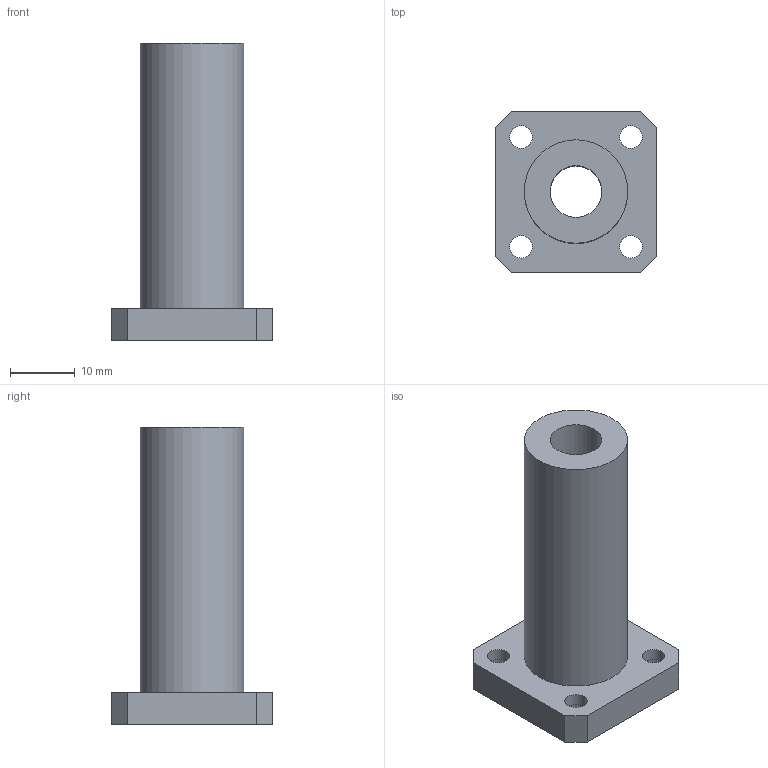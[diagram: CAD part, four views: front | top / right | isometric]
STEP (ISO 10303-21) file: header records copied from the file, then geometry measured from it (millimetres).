
FILE_DESCRIPTION(/* description */ ('Quadratflansch mit Stahlkäfig'),/* implementation_level */ '2;1');
FILE_NAME(/* name */ '101559-0.step',/* time_stamp */ '2021-09-03T10:06:37+02:00',/* author */ ('Praktikum'),/* organization */ (''),/* preprocessor_version */ 'ST-DEVELOPER v18.1',/* originating_system */ 'Autodesk Inventor 2021',/* authorisation */ '');
FILE_SCHEMA (('AUTOMOTIVE_DESIGN { 1 0 10303 214 3 1 1 }'));
Length unit declared in the file: millimetre
Products named in the file (1): leer
Bounding box: 25 x 25 x 46 mm (x, y, z)
Volume: 8570.1 mm3; surface area: 5052.5 mm2
Topology: 1 solids, 1 shells, 25 faces, 54 edges, 36 vertices
Faces by surface type: plane 15, cylinder 10
Full cylindrical faces by diameter (mm): 3.5 x4, 6 x4, 8 x1, 16 x1
Entity records: 749 total; most frequent: DIRECTION 126, CARTESIAN_POINT 116, ORIENTED_EDGE 108, EDGE_CURVE 54, AXIS2_PLACEMENT_3D 46, EDGE_LOOP 40, VERTEX_POINT 36, LINE 34
